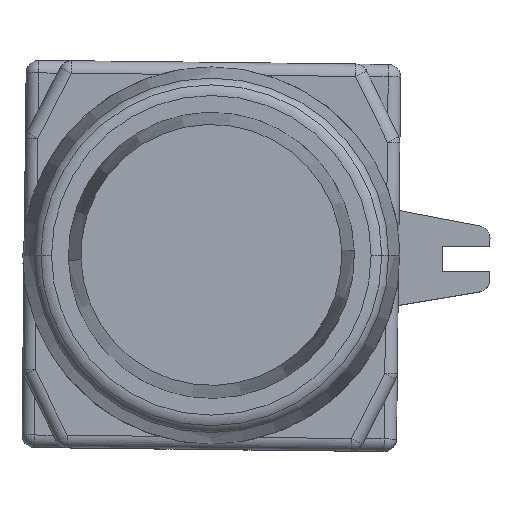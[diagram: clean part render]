
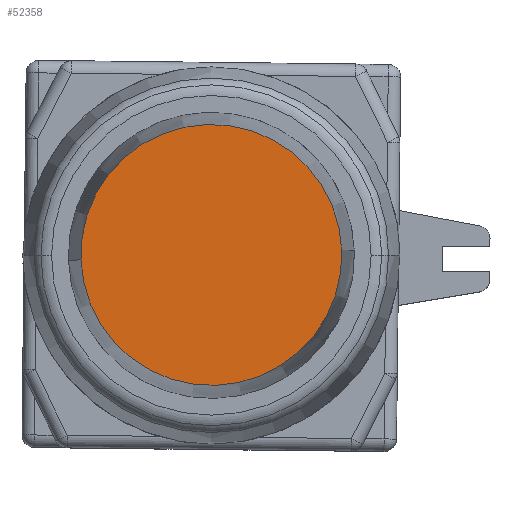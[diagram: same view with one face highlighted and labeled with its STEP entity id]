
A CAD part, top view. The second image highlights one B-rep face of the part: STEP entity #52358.
In plain terms, the highlighted face is planar.
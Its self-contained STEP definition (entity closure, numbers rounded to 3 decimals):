
#49661=CARTESIAN_POINT('',(0.,0.,-15.6));
#49662=DIRECTION('',(0.,0.,-1.));
#49663=DIRECTION('',(-1.,0.,0.));
#49664=AXIS2_PLACEMENT_3D('',#49661,#49662,#49663);
#49669=CARTESIAN_POINT('',(0.,0.,-15.6));
#49670=DIRECTION('',(0.,0.,-1.));
#49671=DIRECTION('',(1.,0.,0.));
#49672=AXIS2_PLACEMENT_3D('',#49669,#49670,#49671);
#51491=CARTESIAN_POINT('',(-10.45,0.,-15.6));
#51492=CARTESIAN_POINT('',(10.45,0.,-15.6));
#51493=VERTEX_POINT('',#51491);
#51494=VERTEX_POINT('',#51492);
#52348=CARTESIAN_POINT('',(0.,0.,-15.6));
#52349=DIRECTION('',(0.,0.,-1.));
#52350=DIRECTION('',(-1.,0.,0.));
#52351=AXIS2_PLACEMENT_3D('',#52348,#52349,#52350);
#52352=PLANE('',#52351);
#52353=ORIENTED_EDGE('',*,*,#52331,.F.);
#52355=ORIENTED_EDGE('',*,*,#52354,.F.);
#52356=EDGE_LOOP('',(#52353,#52355));
#52357=FACE_OUTER_BOUND('',#52356,.F.);
#49665=CIRCLE('',#49664,10.45);
#49673=CIRCLE('',#49672,10.45);
#52331=EDGE_CURVE('',#51493,#51494,#49665,.T.);
#52354=EDGE_CURVE('',#51494,#51493,#49673,.T.);
#52358=ADVANCED_FACE('',(#52357),#52352,.T.);
